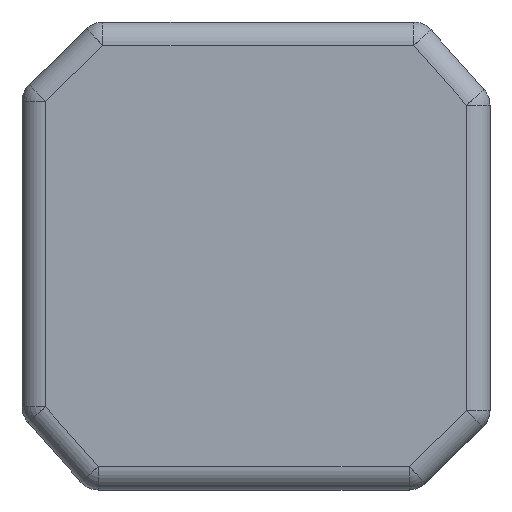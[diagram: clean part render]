
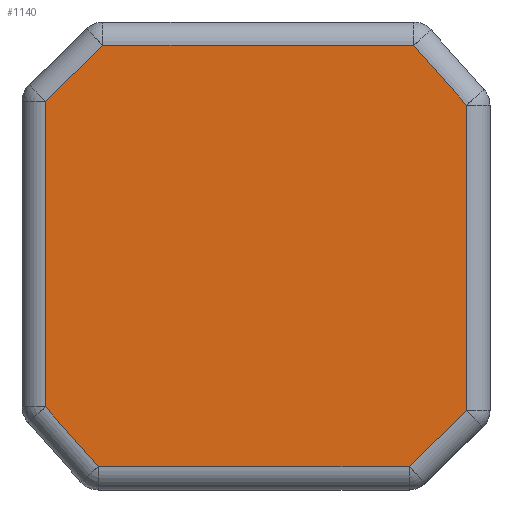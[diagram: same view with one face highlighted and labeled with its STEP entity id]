
A CAD part, front view. The second image highlights one B-rep face of the part: STEP entity #1140.
In plain terms, the highlighted planar face has unit normal (0, -1, 0).
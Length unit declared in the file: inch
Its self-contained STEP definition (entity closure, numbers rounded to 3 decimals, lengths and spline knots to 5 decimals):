
#13 = CARTESIAN_POINT ( 'NONE',  ( 0., 0., 0. ) ) ;
#16 = EDGE_CURVE ( 'NONE', #63, #714, #841, .T. ) ;
#56 = DIRECTION ( 'NONE',  ( -0.715, 0., -0.699 ) ) ;
#63 = VERTEX_POINT ( 'NONE', #617 ) ;
#87 = CARTESIAN_POINT ( 'NONE',  ( 1.55098, 0., -1.58737 ) ) ;
#144 = EDGE_CURVE ( 'NONE', #1619, #198, #1122, .T. ) ;
#165 = DIRECTION ( 'NONE',  ( 0., 1., 0. ) ) ;
#167 = AXIS2_PLACEMENT_3D ( 'NONE', #13, #165, #1176 ) ;
#198 = VERTEX_POINT ( 'NONE', #1114 ) ;
#221 = ORIENTED_EDGE ( 'NONE', *, *, #695, .T. ) ;
#346 = DIRECTION ( 'NONE',  ( 1., 0., 0. ) ) ;
#350 = LINE ( 'NONE', #1781, #1497 ) ;
#371 = CARTESIAN_POINT ( 'NONE',  ( 1.7778, 0., -1.36575 ) ) ;
#433 = VERTEX_POINT ( 'NONE', #1180 ) ;
#502 = DIRECTION ( 'NONE',  ( 0.664, 0., -0.748 ) ) ;
#617 = CARTESIAN_POINT ( 'NONE',  ( 1.38185, 0., -1.75262 ) ) ;
#684 = DIRECTION ( 'NONE',  ( 0., 0., 1. ) ) ;
#695 = EDGE_CURVE ( 'NONE', #1593, #1285, #1009, .T. ) ;
#714 = VERTEX_POINT ( 'NONE', #371 ) ;
#739 = VECTOR ( 'NONE', #346, 39.37008 ) ;
#746 = ORIENTED_EDGE ( 'NONE', *, *, #938, .T. ) ;
#787 = VECTOR ( 'NONE', #955, 39.37008 ) ;
#811 = EDGE_LOOP ( 'NONE', ( #746, #1302, #1860, #1131, #978, #1125, #1664, #221 ) ) ;
#827 = CARTESIAN_POINT ( 'NONE',  ( -1.1282, 0., 0. ) ) ;
#832 = CARTESIAN_POINT ( 'NONE',  ( 1.3621, 0., 1.2099 ) ) ;
#841 = LINE ( 'NONE', #87, #787 ) ;
#890 = LINE ( 'NONE', #1348, #1842 ) ;
#914 = FACE_OUTER_BOUND ( 'NONE', #811, .T. ) ;
#938 = EDGE_CURVE ( 'NONE', #1285, #433, #890, .T. ) ;
#955 = DIRECTION ( 'NONE',  ( 0.715, 0., 0.699 ) ) ;
#976 = VECTOR ( 'NONE', #1817, 39.37008 ) ;
#978 = ORIENTED_EDGE ( 'NONE', *, *, #1780, .T. ) ;
#1006 = EDGE_CURVE ( 'NONE', #198, #1566, #1034, .T. ) ;
#1009 = LINE ( 'NONE', #832, #976 ) ;
#1025 = PLANE ( 'NONE',  #167 ) ;
#1034 = LINE ( 'NONE', #1500, #1759 ) ;
#1047 = CARTESIAN_POINT ( 'NONE',  ( -1.1282, 0., 0.76651 ) ) ;
#1083 = CARTESIAN_POINT ( 'NONE',  ( -0.7627, 0., -1.75262 ) ) ;
#1114 = CARTESIAN_POINT ( 'NONE',  ( -1.1282, 0., -1.34114 ) ) ;
#1122 = LINE ( 'NONE', #827, #1788 ) ;
#1125 = ORIENTED_EDGE ( 'NONE', *, *, #16, .T. ) ;
#1131 = ORIENTED_EDGE ( 'NONE', *, *, #1006, .T. ) ;
#1140 = ADVANCED_FACE ( 'NONE', ( #914 ), #1025, .F. ) ;
#1176 = DIRECTION ( 'NONE',  ( 0., 0., 1. ) ) ;
#1180 = CARTESIAN_POINT ( 'NONE',  ( -0.73225, 0., 1.15338 ) ) ;
#1210 = CARTESIAN_POINT ( 'NONE',  ( 0., 0., -1.75262 ) ) ;
#1285 = VERTEX_POINT ( 'NONE', #1544 ) ;
#1302 = ORIENTED_EDGE ( 'NONE', *, *, #1797, .T. ) ;
#1348 = CARTESIAN_POINT ( 'NONE',  ( 0., 0., 1.15338 ) ) ;
#1424 = VECTOR ( 'NONE', #684, 39.37008 ) ;
#1497 = VECTOR ( 'NONE', #56, 39.37008 ) ;
#1500 = CARTESIAN_POINT ( 'NONE',  ( -1.29652, 0., -1.15165 ) ) ;
#1531 = CARTESIAN_POINT ( 'NONE',  ( 1.7778, 0., 0. ) ) ;
#1536 = DIRECTION ( 'NONE',  ( 0., 0., -1. ) ) ;
#1544 = CARTESIAN_POINT ( 'NONE',  ( 1.4123, 0., 1.15338 ) ) ;
#1552 = LINE ( 'NONE', #1210, #739 ) ;
#1566 = VERTEX_POINT ( 'NONE', #1083 ) ;
#1584 = EDGE_CURVE ( 'NONE', #714, #1593, #1795, .T. ) ;
#1593 = VERTEX_POINT ( 'NONE', #1812 ) ;
#1619 = VERTEX_POINT ( 'NONE', #1047 ) ;
#1664 = ORIENTED_EDGE ( 'NONE', *, *, #1584, .T. ) ;
#1759 = VECTOR ( 'NONE', #502, 39.37008 ) ;
#1771 = DIRECTION ( 'NONE',  ( -1., 0., 0. ) ) ;
#1780 = EDGE_CURVE ( 'NONE', #1566, #63, #1552, .T. ) ;
#1781 = CARTESIAN_POINT ( 'NONE',  ( -0.93417, 0., 0.95609 ) ) ;
#1788 = VECTOR ( 'NONE', #1536, 39.37008 ) ;
#1795 = LINE ( 'NONE', #1531, #1424 ) ;
#1797 = EDGE_CURVE ( 'NONE', #433, #1619, #350, .T. ) ;
#1812 = CARTESIAN_POINT ( 'NONE',  ( 1.7778, 0., 0.7419 ) ) ;
#1817 = DIRECTION ( 'NONE',  ( -0.664, 0., 0.748 ) ) ;
#1842 = VECTOR ( 'NONE', #1771, 39.37008 ) ;
#1860 = ORIENTED_EDGE ( 'NONE', *, *, #144, .T. ) ;
